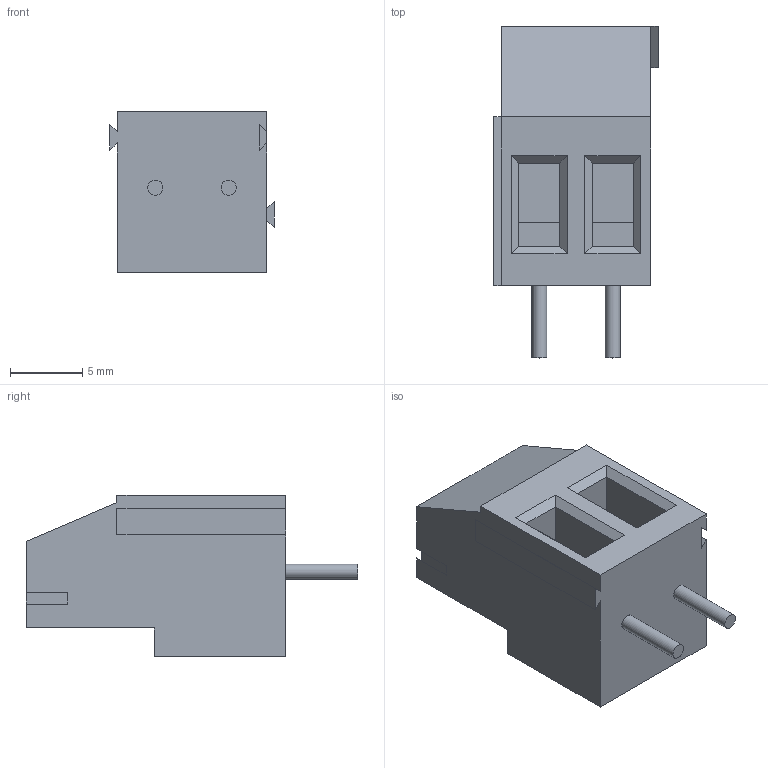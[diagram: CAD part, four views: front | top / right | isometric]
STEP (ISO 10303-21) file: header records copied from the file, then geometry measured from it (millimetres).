
FILE_DESCRIPTION(/* description */ (''),/* implementation_level */ '2;1');
FILE_NAME(/* name */ 'TerminalBlock_Phoenix_MKDS-3-2-5.08_1x02_P5.08mm_Horizontal.stp',/* time_stamp */ '2019-08-31T15:48:27+02:00',/* author */ ('Sébastien'),/* organization */ (''),/* preprocessor_version */ 'ST-DEVELOPER v16.13',/* originating_system */ 'Autodesk Inventor 2018',/* authorisation */ '');
FILE_SCHEMA (('AUTOMOTIVE_DESIGN { 1 0 10303 214 3 1 1 }'));
Length unit declared in the file: millimetre
Products named in the file (1): bornier_vert_5.08_variable
Bounding box: 11.38 x 23 x 11.2 mm (x, y, z)
Volume: 1565.5 mm3; surface area: 1262 mm2
Topology: 1 solids, 1 shells, 72 faces, 184 edges, 120 vertices
Faces by surface type: plane 68, cylinder 4
Full cylindrical faces by diameter (mm): 1.05 x2, 3.9 x2
Entity records: 2196 total; most frequent: CARTESIAN_POINT 369, ORIENTED_EDGE 356, DIRECTION 338, EDGE_CURVE 178, LINE 164, VECTOR 164, VERTEX_POINT 118, AXIS2_PLACEMENT_3D 87
